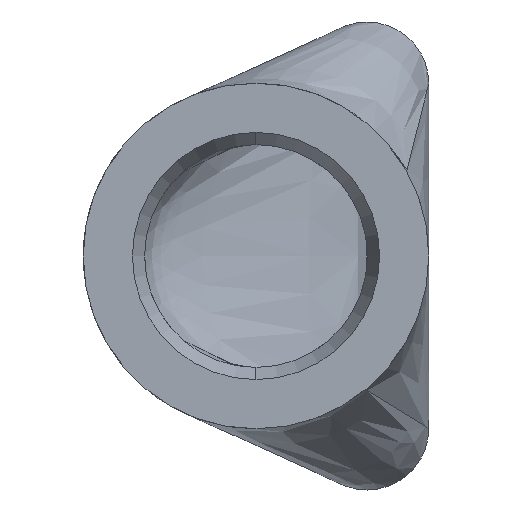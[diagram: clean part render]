
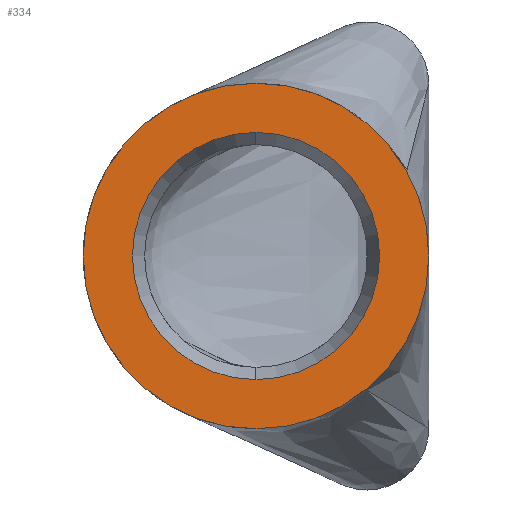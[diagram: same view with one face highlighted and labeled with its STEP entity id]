
A CAD part, left-side view. The second image highlights one B-rep face of the part: STEP entity #334.
In plain terms, the highlighted planar face has unit normal (-1, 0, 0).
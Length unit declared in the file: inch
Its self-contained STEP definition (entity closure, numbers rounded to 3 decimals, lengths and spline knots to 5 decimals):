
#23 = CARTESIAN_POINT ( 'NONE',  ( 0., 0.4615, 0. ) ) ;
#81 = AXIS2_PLACEMENT_3D ( 'NONE', #1094, #762, #1114 ) ;
#85 = EDGE_CURVE ( 'NONE', #149, #500, #874, .T. ) ;
#149 = VERTEX_POINT ( 'NONE', #346 ) ;
#171 = ORIENTED_EDGE ( 'NONE', *, *, #780, .T. ) ;
#199 = CIRCLE ( 'NONE', #388, 0.4615 ) ;
#200 = AXIS2_PLACEMENT_3D ( 'NONE', #389, #435, #1085 ) ;
#212 = DIRECTION ( 'NONE',  ( 1., 0., 0. ) ) ;
#238 = AXIS2_PLACEMENT_3D ( 'NONE', #23, #212, #399 ) ;
#256 = CARTESIAN_POINT ( 'NONE',  ( 0., 0.4615, 0. ) ) ;
#264 = DIRECTION ( 'NONE',  ( 0., 0., 1. ) ) ;
#334 = ADVANCED_FACE ( 'NONE', ( #973, #525 ), #1057, .T. ) ;
#346 = CARTESIAN_POINT ( 'NONE',  ( 0., 0.4615, -0.4615 ) ) ;
#355 = CARTESIAN_POINT ( 'NONE',  ( 0., 0., 0. ) ) ;
#388 = AXIS2_PLACEMENT_3D ( 'NONE', #256, #614, #524 ) ;
#389 = CARTESIAN_POINT ( 'NONE',  ( 0., 0.4615, 0. ) ) ;
#399 = DIRECTION ( 'NONE',  ( 0., 0., 1. ) ) ;
#435 = DIRECTION ( 'NONE',  ( -1., 0., 0. ) ) ;
#486 = AXIS2_PLACEMENT_3D ( 'NONE', #355, #883, #264 ) ;
#500 = VERTEX_POINT ( 'NONE', #842 ) ;
#516 = CIRCLE ( 'NONE', #238, 0.33014 ) ;
#524 = DIRECTION ( 'NONE',  ( 0., 0., 1. ) ) ;
#525 = FACE_OUTER_BOUND ( 'NONE', #1144, .T. ) ;
#553 = ORIENTED_EDGE ( 'NONE', *, *, #85, .T. ) ;
#600 = CARTESIAN_POINT ( 'NONE',  ( 0., 0.4615, -0.33014 ) ) ;
#613 = ORIENTED_EDGE ( 'NONE', *, *, #664, .T. ) ;
#614 = DIRECTION ( 'NONE',  ( -1., 0., 0. ) ) ;
#622 = EDGE_CURVE ( 'NONE', #1159, #1105, #888, .T. ) ;
#664 = EDGE_CURVE ( 'NONE', #1105, #1159, #516, .T. ) ;
#666 = CARTESIAN_POINT ( 'NONE',  ( 0., 0.4615, 0.33014 ) ) ;
#762 = DIRECTION ( 'NONE',  ( 1., 0., 0. ) ) ;
#780 = EDGE_CURVE ( 'NONE', #500, #149, #199, .T. ) ;
#816 = ORIENTED_EDGE ( 'NONE', *, *, #622, .T. ) ;
#842 = CARTESIAN_POINT ( 'NONE',  ( 0., 0.4615, 0.4615 ) ) ;
#874 = CIRCLE ( 'NONE', #200, 0.4615 ) ;
#883 = DIRECTION ( 'NONE',  ( -1., 0., 0. ) ) ;
#888 = CIRCLE ( 'NONE', #81, 0.33014 ) ;
#973 = FACE_BOUND ( 'NONE', #1111, .T. ) ;
#1057 = PLANE ( 'NONE',  #486 ) ;
#1085 = DIRECTION ( 'NONE',  ( 0., 0., 1. ) ) ;
#1094 = CARTESIAN_POINT ( 'NONE',  ( 0., 0.4615, 0. ) ) ;
#1105 = VERTEX_POINT ( 'NONE', #666 ) ;
#1111 = EDGE_LOOP ( 'NONE', ( #613, #816 ) ) ;
#1114 = DIRECTION ( 'NONE',  ( 0., 0., 1. ) ) ;
#1144 = EDGE_LOOP ( 'NONE', ( #171, #553 ) ) ;
#1159 = VERTEX_POINT ( 'NONE', #600 ) ;
